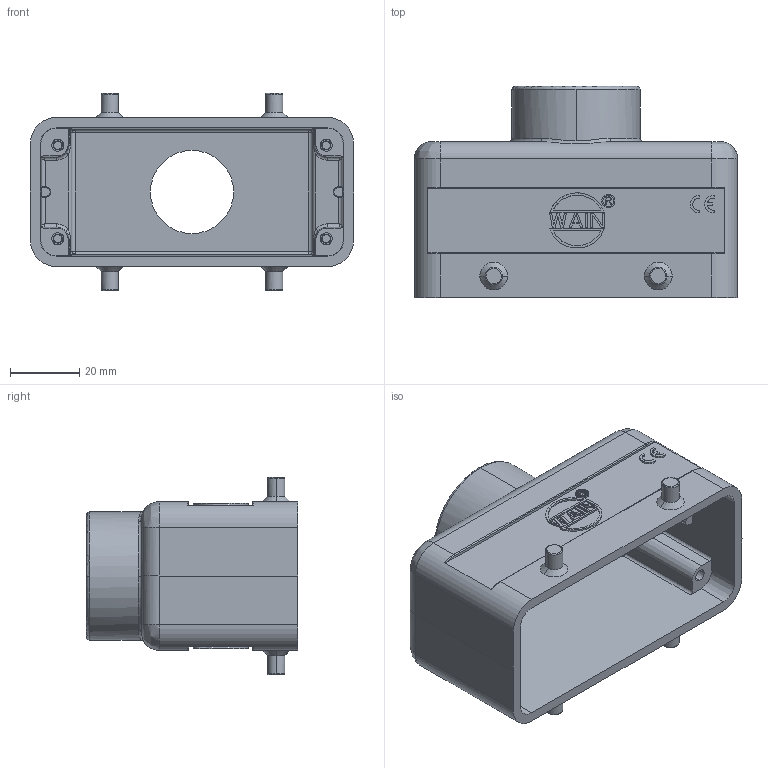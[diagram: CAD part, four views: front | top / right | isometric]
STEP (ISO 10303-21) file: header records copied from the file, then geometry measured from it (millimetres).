
FILE_DESCRIPTION(/* description */ (''),/* implementation_level */ '2;1');
FILE_NAME(/* name */ '3D_1240164301011_HV16B-TE-4B-PG21_V1.1.stp',/* time_stamp */ '2024-01-05T10:46:02+08:00',/* author */ (''),/* organization */ (''),/* preprocessor_version */ 'ST-DEVELOPER v18.1',/* originating_system */ 'SIEMENS PLM Software NX 1980',/* authorisation */ '');
FILE_SCHEMA (('AUTOMOTIVE_DESIGN { 1 0 10303 214 3 1 1 1 }'));
Length unit declared in the file: millimetre
Products named in the file (1): 145932C43606rlcr
Bounding box: 93.5 x 61 x 57 mm (x, y, z)
Volume: 57715.9 mm3; surface area: 32633.5 mm2
Topology: 3 solids, 3 shells, 401 faces, 1004 edges, 643 vertices
Faces by surface type: plane 231, cylinder 61, cone 43, torus 30, bspline 22, extrusion 8, sphere 6
Full cylindrical faces by diameter (mm): 24 x1, 26.9 x1
Entity records: 13188 total; most frequent: CARTESIAN_POINT 3726, ORIENTED_EDGE 1986, DIRECTION 1868, EDGE_CURVE 993, VERTEX_POINT 641, VECTOR 634, LINE 626, AXIS2_PLACEMENT_3D 617
